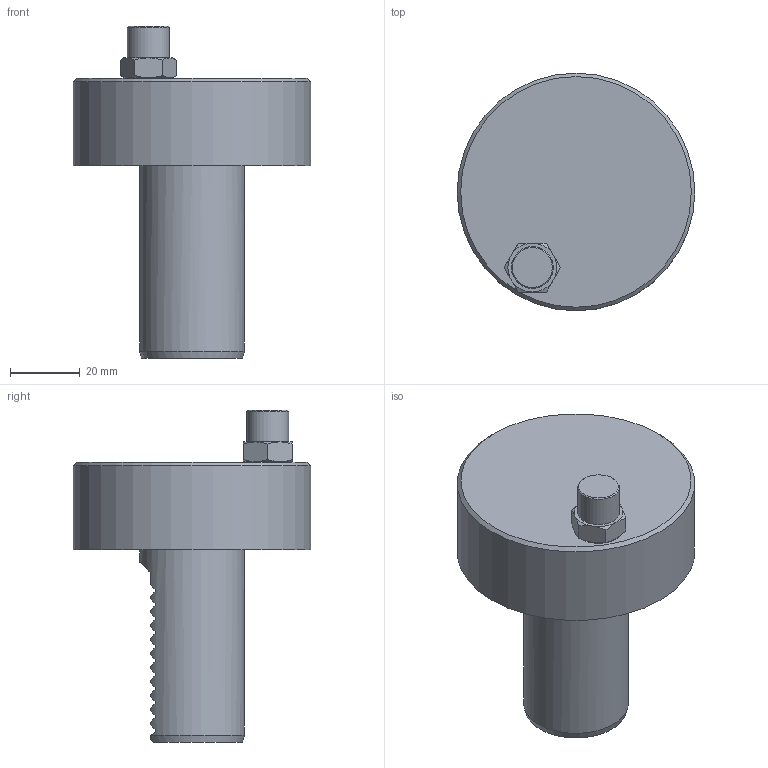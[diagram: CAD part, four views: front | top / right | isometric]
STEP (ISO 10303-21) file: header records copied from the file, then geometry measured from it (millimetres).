
FILE_DESCRIPTION(/* description */ (''),/* implementation_level */ '2;1');
FILE_NAME(/* name */ 'W1300072.stp',/* time_stamp */ '2013-07-24T11:37:57+02:00',/* author */ (''),/* organization */ (''),/* preprocessor_version */ 'ST-DEVELOPER v11',/* originating_system */ 'SIEMENS PLM Software NX 7.5',/* authorisation */ '');
FILE_SCHEMA (('AUTOMOTIVE_DESIGN { 1 0 10303 214 1 1 1 1 }'));
Length unit declared in the file: millimetre
Products named in the file (1): franEC40fe10
Bounding box: 68 x 68 x 95 mm (x, y, z)
Volume: 129098.6 mm3; surface area: 18422.9 mm2
Topology: 1 solids, 1 shells, 77 faces, 203 edges, 131 vertices
Faces by surface type: plane 47, cone 15, cylinder 15
Full cylindrical faces by diameter (mm): 12 x1, 14 x1, 30 x1, 68 x1
Entity records: 2729 total; most frequent: CARTESIAN_POINT 874, ORIENTED_EDGE 388, DIRECTION 373, EDGE_CURVE 194, AXIS2_PLACEMENT_3D 149, VERTEX_POINT 128, EDGE_LOOP 86, ADVANCED_FACE 77
